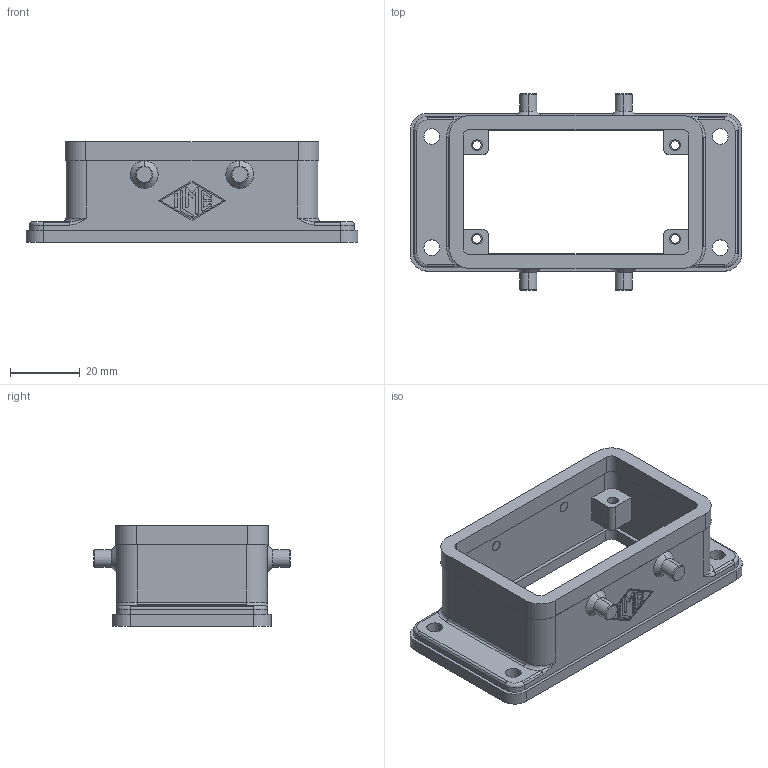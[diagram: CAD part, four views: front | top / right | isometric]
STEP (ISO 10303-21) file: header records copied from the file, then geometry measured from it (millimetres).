
FILE_DESCRIPTION((''),'2;1');
FILE_NAME('CHI 10 C.stp','2006-12-21T12:40:33',('CADmaster'),(''),'Autodesk Inventor 7','Autodesk Inventor 7','');
FILE_SCHEMA(('AUTOMOTIVE_DESIGN { 1 0 10303 214 1 1 1 1 }'));
Length unit declared in the file: millimetre
Products named in the file (1): CHI 10 C
Bounding box: 95.5 x 56.5 x 29 mm (x, y, z)
Volume: 28829.7 mm3; surface area: 18402.7 mm2
Topology: 1 solids, 1 shells, 253 faces, 647 edges, 414 vertices
Faces by surface type: cylinder 92, plane 91, bspline 58, cone 8, torus 4
Entity records: 8638 total; most frequent: CARTESIAN_POINT 2453, DIRECTION 1287, ORIENTED_EDGE 1286, EDGE_CURVE 643, AXIS2_PLACEMENT_3D 456, VERTEX_POINT 414, VECTOR 375, LINE 375
